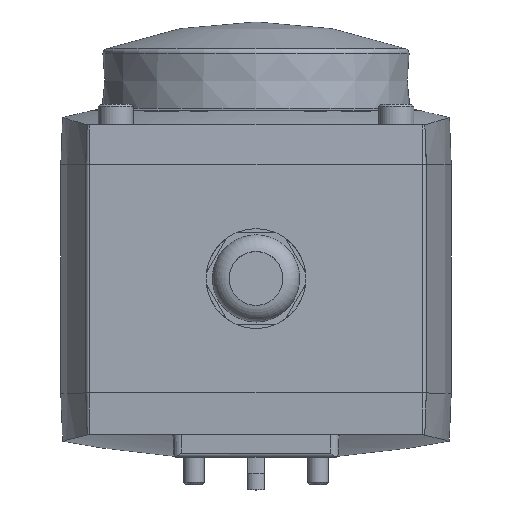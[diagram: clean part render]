
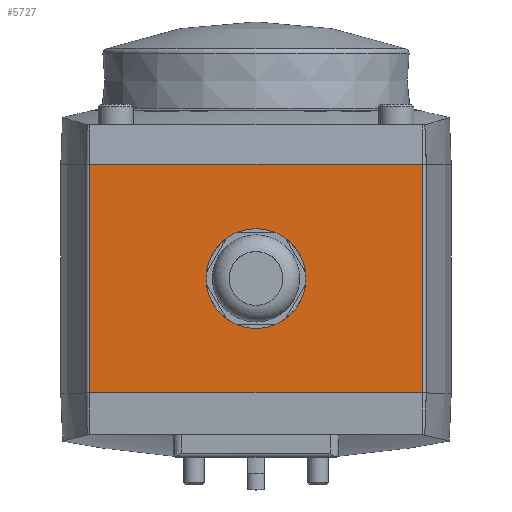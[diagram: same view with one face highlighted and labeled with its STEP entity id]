
A CAD part, top view. The second image highlights one B-rep face of the part: STEP entity #5727.
In plain terms, the highlighted face is planar.
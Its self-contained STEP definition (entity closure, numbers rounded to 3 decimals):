
#107=LINE('',#8203,#393);
#108=LINE('',#8206,#394);
#109=LINE('',#8208,#395);
#110=LINE('',#8210,#396);
#393=VECTOR('',#6726,1000.);
#394=VECTOR('',#6727,1000.);
#395=VECTOR('',#6728,1000.);
#396=VECTOR('',#6729,1000.);
#936=ORIENTED_EDGE('',*,*,#2096,.T.);
#937=ORIENTED_EDGE('',*,*,#2097,.T.);
#938=ORIENTED_EDGE('',*,*,#2098,.T.);
#939=ORIENTED_EDGE('',*,*,#2099,.T.);
#940=ORIENTED_EDGE('',*,*,#2100,.T.);
#2096=EDGE_CURVE('',#2670,#2670,#3020,.T.);
#2097=EDGE_CURVE('',#2671,#2672,#107,.T.);
#2098=EDGE_CURVE('',#2672,#2673,#108,.T.);
#2099=EDGE_CURVE('',#2673,#2674,#109,.T.);
#2100=EDGE_CURVE('',#2674,#2671,#110,.T.);
#2670=VERTEX_POINT('',#8202);
#2671=VERTEX_POINT('',#8204);
#2672=VERTEX_POINT('',#8205);
#2673=VERTEX_POINT('',#8207);
#2674=VERTEX_POINT('',#8209);
#3020=CIRCLE('',#6069,10.688);
#3255=EDGE_LOOP('',(#936));
#3256=EDGE_LOOP('',(#937,#938,#939,#940));
#3625=FACE_BOUND('',#3255,.T.);
#3626=FACE_BOUND('',#3256,.T.);
#3969=PLANE('',#6068);
#5727=ADVANCED_FACE('',(#3625,#3626),#3969,.F.);
#6068=AXIS2_PLACEMENT_3D('',#8200,#6722,#6723);
#6069=AXIS2_PLACEMENT_3D('',#8201,#6724,#6725);
#6722=DIRECTION('',(1.,0.,0.));
#6723=DIRECTION('',(0.,0.,-1.));
#6724=DIRECTION('',(1.,0.,0.));
#6725=DIRECTION('',(0.,0.,-1.));
#6726=DIRECTION('',(0.,1.,0.));
#6727=DIRECTION('',(0.,0.,-1.));
#6728=DIRECTION('',(0.,-1.,0.));
#6729=DIRECTION('',(0.,0.,1.));
#8200=CARTESIAN_POINT('',(-60.,27.5,-41.));
#8201=CARTESIAN_POINT('',(-60.,0.,0.));
#8202=CARTESIAN_POINT('',(-60.,0.,-10.688));
#8203=CARTESIAN_POINT('',(-60.,-27.5,40.));
#8204=CARTESIAN_POINT('',(-60.,-27.5,40.));
#8205=CARTESIAN_POINT('',(-60.,27.5,40.));
#8206=CARTESIAN_POINT('',(-60.,27.5,60.));
#8207=CARTESIAN_POINT('',(-60.,27.5,-40.));
#8208=CARTESIAN_POINT('',(-60.,27.5,-40.));
#8209=CARTESIAN_POINT('',(-60.,-27.5,-40.));
#8210=CARTESIAN_POINT('',(-60.,-27.5,-41.));
